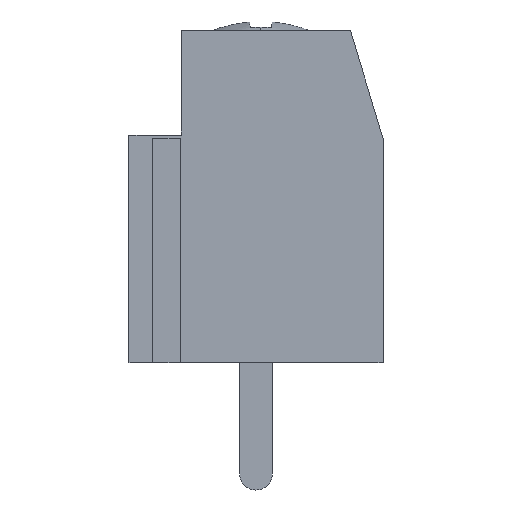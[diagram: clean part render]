
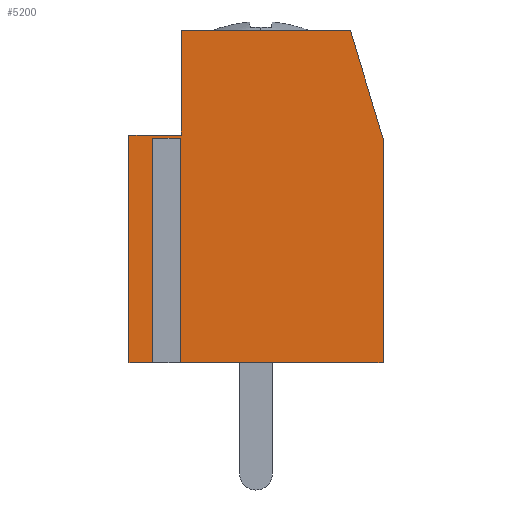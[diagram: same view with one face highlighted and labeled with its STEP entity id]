
A CAD part, left-side view. The second image highlights one B-rep face of the part: STEP entity #5200.
In plain terms, the highlighted planar face has unit normal (-1, 0, 0).
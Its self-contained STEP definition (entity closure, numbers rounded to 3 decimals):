
#2 = ORIENTED_EDGE ( 'NONE', *, *, #3163, .T. ) ;
#70 = CARTESIAN_POINT ( 'NONE',  ( -5., 7., -3.05 ) ) ;
#98 = LINE ( 'NONE', #594, #4584 ) ;
#202 = EDGE_CURVE ( 'NONE', #2989, #4019, #4218, .T. ) ;
#246 = CARTESIAN_POINT ( 'NONE',  ( -5., 6.9, 3.9 ) ) ;
#571 = CARTESIAN_POINT ( 'NONE',  ( -5., 6.9, -3.05 ) ) ;
#572 = EDGE_CURVE ( 'NONE', #4182, #5598, #6433, .T. ) ;
#586 = CARTESIAN_POINT ( 'NONE',  ( -5., 6.9, 0. ) ) ;
#594 = CARTESIAN_POINT ( 'NONE',  ( -5., 7., 0. ) ) ;
#633 = VECTOR ( 'NONE', #1167, 1000. ) ;
#654 = CARTESIAN_POINT ( 'NONE',  ( -5., 7., -3.9 ) ) ;
#760 = ORIENTED_EDGE ( 'NONE', *, *, #1672, .T. ) ;
#1099 = CARTESIAN_POINT ( 'NONE',  ( -5., 0., -2.45 ) ) ;
#1165 = CARTESIAN_POINT ( 'NONE',  ( -5., 10.2, 2.9 ) ) ;
#1167 = DIRECTION ( 'NONE',  ( 0., -1., 0. ) ) ;
#1180 = DIRECTION ( 'NONE',  ( 0., 0., 1. ) ) ;
#1234 = VECTOR ( 'NONE', #1393, 1000. ) ;
#1314 = VECTOR ( 'NONE', #1180, 1000. ) ;
#1393 = DIRECTION ( 'NONE',  ( 0., -1., 0. ) ) ;
#1482 = EDGE_LOOP ( 'NONE', ( #6207, #5040, #3166, #2081, #3866, #2, #2534, #3516, #1727, #760, #5286 ) ) ;
#1489 = CARTESIAN_POINT ( 'NONE',  ( -5., 7., -3.9 ) ) ;
#1528 = VERTEX_POINT ( 'NONE', #571 ) ;
#1583 = VERTEX_POINT ( 'NONE', #2065 ) ;
#1672 = EDGE_CURVE ( 'NONE', #3858, #5732, #4198, .T. ) ;
#1684 = CARTESIAN_POINT ( 'NONE',  ( -5., 10.2, -2.3 ) ) ;
#1692 = LINE ( 'NONE', #5682, #3971 ) ;
#1727 = ORIENTED_EDGE ( 'NONE', *, *, #5339, .F. ) ;
#1753 = DIRECTION ( 'NONE',  ( 0., 0., 1. ) ) ;
#1853 = PLANE ( 'NONE',  #4812 ) ;
#2054 = VERTEX_POINT ( 'NONE', #654 ) ;
#2065 = CARTESIAN_POINT ( 'NONE',  ( -5., 0., -3.05 ) ) ;
#2081 = ORIENTED_EDGE ( 'NONE', *, *, #202, .T. ) ;
#2290 = LINE ( 'NONE', #1165, #5294 ) ;
#2293 = CARTESIAN_POINT ( 'NONE',  ( -5., 10.2, -2.3 ) ) ;
#2528 = DIRECTION ( 'NONE',  ( 0., -1., 0. ) ) ;
#2534 = ORIENTED_EDGE ( 'NONE', *, *, #4344, .T. ) ;
#2574 = VECTOR ( 'NONE', #2528, 1000. ) ;
#2625 = DIRECTION ( 'NONE',  ( 0., 0., 1. ) ) ;
#2746 = LINE ( 'NONE', #586, #3388 ) ;
#2824 = CARTESIAN_POINT ( 'NONE',  ( -5., 7., 0. ) ) ;
#2893 = DIRECTION ( 'NONE',  ( 0., 0., -1. ) ) ;
#2989 = VERTEX_POINT ( 'NONE', #2293 ) ;
#3154 = CARTESIAN_POINT ( 'NONE',  ( -5., 10.2, 0. ) ) ;
#3163 = EDGE_CURVE ( 'NONE', #2054, #4346, #3567, .T. ) ;
#3166 = ORIENTED_EDGE ( 'NONE', *, *, #6356, .F. ) ;
#3221 = CARTESIAN_POINT ( 'NONE',  ( -5., 0., 0. ) ) ;
#3233 = EDGE_CURVE ( 'NONE', #2054, #4019, #98, .T. ) ;
#3256 = DIRECTION ( 'NONE',  ( 0., 0., -1. ) ) ;
#3388 = VECTOR ( 'NONE', #3256, 1000. ) ;
#3516 = ORIENTED_EDGE ( 'NONE', *, *, #5704, .F. ) ;
#3567 = LINE ( 'NONE', #1489, #2574 ) ;
#3729 = DIRECTION ( 'NONE',  ( 0., -1., 0. ) ) ;
#3858 = VERTEX_POINT ( 'NONE', #5678 ) ;
#3866 = ORIENTED_EDGE ( 'NONE', *, *, #3233, .F. ) ;
#3886 = CARTESIAN_POINT ( 'NONE',  ( -5., 7., -2.45 ) ) ;
#3900 = CARTESIAN_POINT ( 'NONE',  ( -5., 7., 3.9 ) ) ;
#3918 = VECTOR ( 'NONE', #5617, 1000. ) ;
#3971 = VECTOR ( 'NONE', #1753, 1000. ) ;
#4019 = VERTEX_POINT ( 'NONE', #6354 ) ;
#4145 = LINE ( 'NONE', #3154, #1314 ) ;
#4182 = VERTEX_POINT ( 'NONE', #246 ) ;
#4198 = LINE ( 'NONE', #3886, #633 ) ;
#4218 = LINE ( 'NONE', #1684, #4322 ) ;
#4318 = DIRECTION ( 'NONE',  ( 0., 0.957, -0.29 ) ) ;
#4322 = VECTOR ( 'NONE', #3729, 1000. ) ;
#4344 = EDGE_CURVE ( 'NONE', #4346, #1583, #5727, .T. ) ;
#4346 = VERTEX_POINT ( 'NONE', #4737 ) ;
#4584 = VECTOR ( 'NONE', #2625, 1000. ) ;
#4737 = CARTESIAN_POINT ( 'NONE',  ( -5., 0., -3.9 ) ) ;
#4812 = AXIS2_PLACEMENT_3D ( 'NONE', #2824, #6358, #2893 ) ;
#5030 = CARTESIAN_POINT ( 'NONE',  ( -5., 0., 3.9 ) ) ;
#5040 = ORIENTED_EDGE ( 'NONE', *, *, #5937, .T. ) ;
#5052 = EDGE_CURVE ( 'NONE', #5732, #5598, #1692, .T. ) ;
#5152 = VERTEX_POINT ( 'NONE', #6424 ) ;
#5200 = ADVANCED_FACE ( 'NONE', ( #5343 ), #1853, .F. ) ;
#5233 = VECTOR ( 'NONE', #5234, 1000. ) ;
#5234 = DIRECTION ( 'NONE',  ( 0., 0., 1. ) ) ;
#5286 = ORIENTED_EDGE ( 'NONE', *, *, #5052, .T. ) ;
#5294 = VECTOR ( 'NONE', #4318, 1000. ) ;
#5329 = LINE ( 'NONE', #70, #3918 ) ;
#5339 = EDGE_CURVE ( 'NONE', #3858, #1528, #2746, .T. ) ;
#5343 = FACE_OUTER_BOUND ( 'NONE', #1482, .T. ) ;
#5598 = VERTEX_POINT ( 'NONE', #5030 ) ;
#5617 = DIRECTION ( 'NONE',  ( 0., -1., 0. ) ) ;
#5678 = CARTESIAN_POINT ( 'NONE',  ( -5., 6.9, -2.45 ) ) ;
#5682 = CARTESIAN_POINT ( 'NONE',  ( -5., 0., 0. ) ) ;
#5704 = EDGE_CURVE ( 'NONE', #1528, #1583, #5329, .T. ) ;
#5727 = LINE ( 'NONE', #3221, #5233 ) ;
#5732 = VERTEX_POINT ( 'NONE', #1099 ) ;
#5937 = EDGE_CURVE ( 'NONE', #4182, #5152, #2290, .T. ) ;
#6207 = ORIENTED_EDGE ( 'NONE', *, *, #572, .F. ) ;
#6354 = CARTESIAN_POINT ( 'NONE',  ( -5., 7., -2.3 ) ) ;
#6356 = EDGE_CURVE ( 'NONE', #2989, #5152, #4145, .T. ) ;
#6358 = DIRECTION ( 'NONE',  ( 1., 0., 0. ) ) ;
#6424 = CARTESIAN_POINT ( 'NONE',  ( -5., 10.2, 2.9 ) ) ;
#6433 = LINE ( 'NONE', #3900, #1234 ) ;
